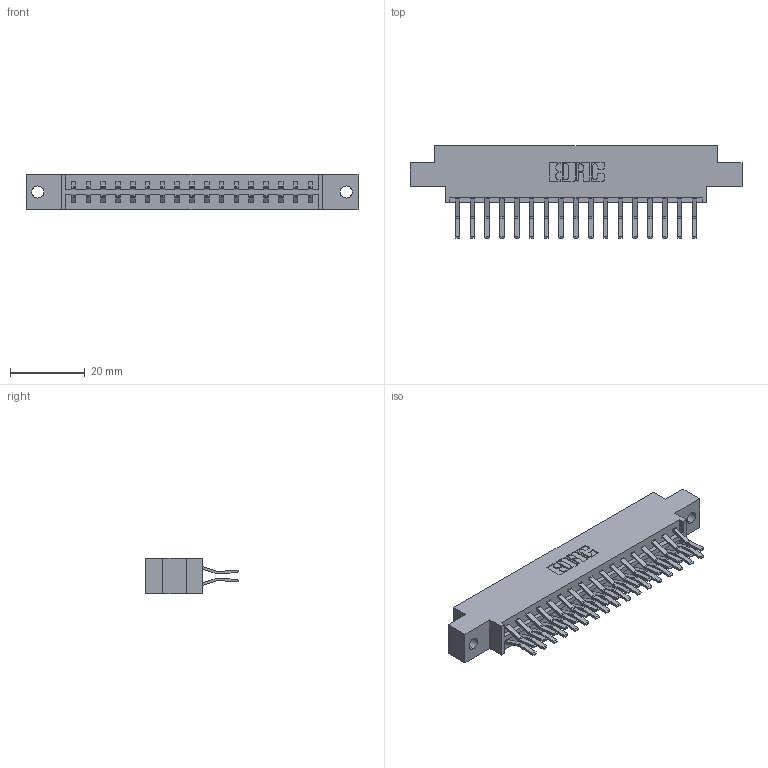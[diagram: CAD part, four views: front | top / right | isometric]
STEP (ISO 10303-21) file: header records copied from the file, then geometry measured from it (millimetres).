
FILE_DESCRIPTION (( 'STEP AP203' ), '1' );
FILE_NAME ('833-034-560-802.STEP', '2020-06-02T23:52:21', ( '' ), ( '' ), 'SwSTEP 2.0', 'SolidWorks 2020', '' );
FILE_SCHEMA (( 'CONFIG_CONTROL_DESIGN' ));
Length unit declared in the file: inch
Products named in the file (3): 833 Part_Offset - .128 Dia; 345-292-001_560 Tail; 833-034-560-802
Assembly tree (35 placements, depth 2):
  833-034-560-802
    833 Part_Offset - .128 Dia
    345-292-001_560 Tail  x34
Bounding box: 88.9 x 24.78 x 9.4 mm (x, y, z)
Volume: 8800.8 mm3; surface area: 10719.3 mm2
Topology: 35 solids, 35 shells, 1954 faces, 5797 edges, 3818 vertices
Faces by surface type: plane 1298, cylinder 656
Entity records: 14393 total; most frequent: CARTESIAN_POINT 2418, ORIENTED_EDGE 2354, DIRECTION 2113, EDGE_CURVE 1177, VECTOR 1045, LINE 1045, VERTEX_POINT 782, AXIS2_PLACEMENT_3D 534
